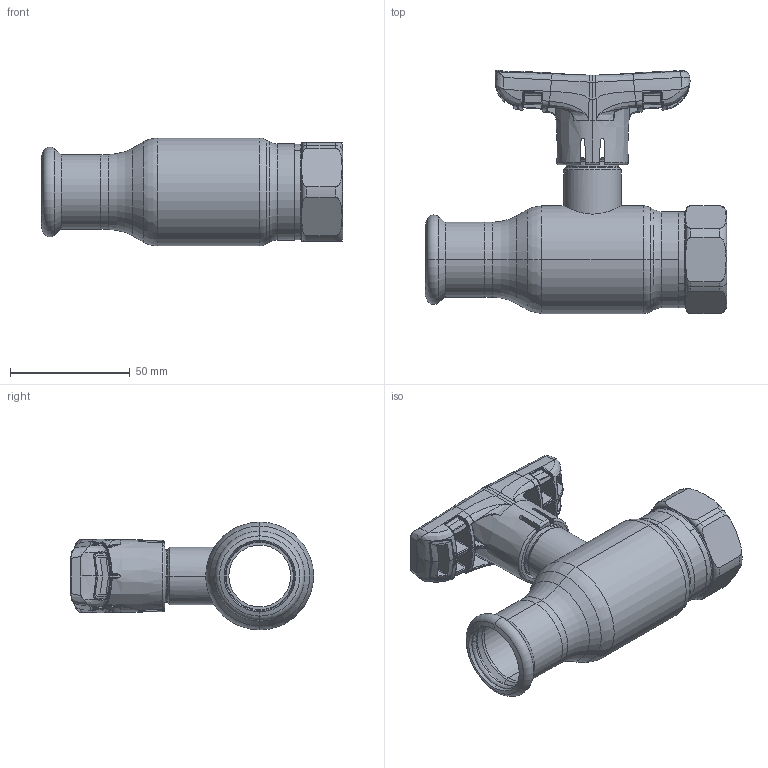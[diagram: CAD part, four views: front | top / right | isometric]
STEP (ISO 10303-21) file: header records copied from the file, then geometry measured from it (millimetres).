
FILE_DESCRIPTION (( 'STEP AP214' ), '1' );
FILE_NAME ('1025001000-1400.step', '2024-01-15T11:18:40', ( '' ), ( '' ), 'SwSTEP 2.0', 'SolidWorks 2021', '' );
FILE_SCHEMA (( 'AUTOMOTIVE_DESIGN' ));
Length unit declared in the file: millimetre
Products named in the file (1): 1025001000-1400
Bounding box: 125.8 x 101.58 x 45 mm (x, y, z)
Surface area: 38574.4 mm2 (no closed solid volume)
Topology: 0 solids, 7 shells, 641 faces, 2034 edges, 1322 vertices
Faces by surface type: bspline 489, plane 49, cylinder 47, torus 32, cone 24
Entity records: 58596 total; most frequent: CARTESIAN_POINT 38435, ORIENTED_EDGE 3413, EDGE_CURVE 2022, B_SPLINE_CURVE_WITH_KNOTS 1429, VERTEX_POINT 1319, DIRECTION 1317, EDGE_LOOP 651, UNCERTAINTY_MEASURE_WITH_UNIT 640
